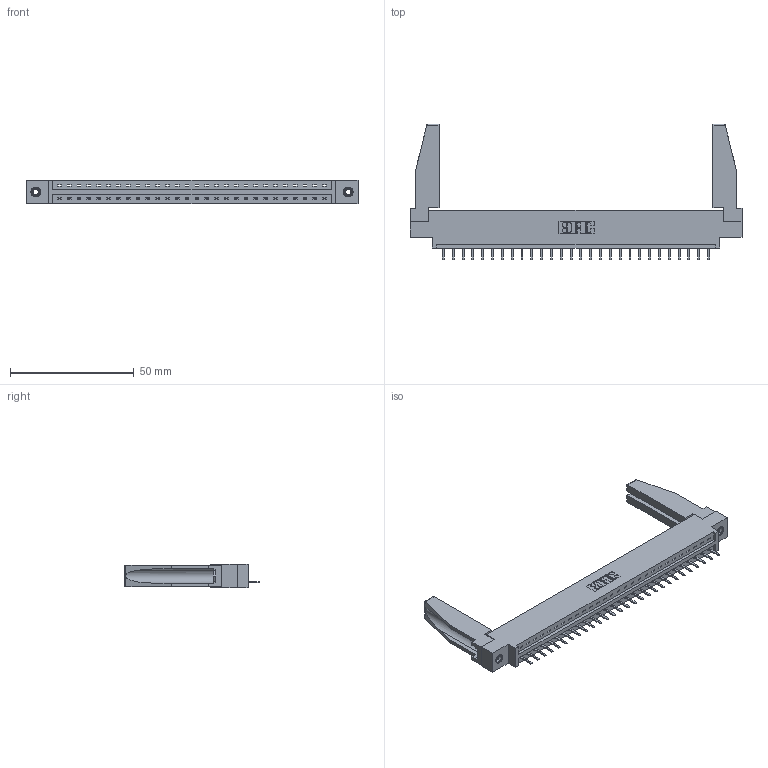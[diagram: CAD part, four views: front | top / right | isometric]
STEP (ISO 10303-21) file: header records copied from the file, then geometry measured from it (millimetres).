
FILE_DESCRIPTION (( 'STEP AP203' ), '1' );
FILE_NAME ('387-028-520-678.STEP', '2019-10-03T14:36:36', ( '' ), ( '' ), 'SwSTEP 2.0', 'SolidWorks 2016', '' );
FILE_SCHEMA (( 'CONFIG_CONTROL_DESIGN' ));
Length unit declared in the file: inch
Products named in the file (5): 345-292-001_345-293-120; 345-250-001_345-250-001-102; 387-028-520-678; 337 Part_0.170 Offset - 0.156 Dia-TI; 307-220-078
Assembly tree (33 placements, depth 2):
  387-028-520-678
    337 Part_0.170 Offset - 0.156 Dia-TI
    345-292-001_345-293-120  x28
    345-250-001_345-250-001-102  x2
    307-220-078  x2
Bounding box: 133.96 x 54.82 x 9.4 mm (x, y, z)
Volume: 17542.9 mm3; surface area: 17567.2 mm2
Topology: 33 solids, 33 shells, 2096 faces, 6141 edges, 4010 vertices
Faces by surface type: plane 1502, cylinder 578, cone 12, torus 4
Entity records: 25310 total; most frequent: CARTESIAN_POINT 4412, ORIENTED_EDGE 4320, DIRECTION 3740, EDGE_CURVE 2160, VECTOR 1990, LINE 1990, VERTEX_POINT 1432, AXIS2_PLACEMENT_3D 875
